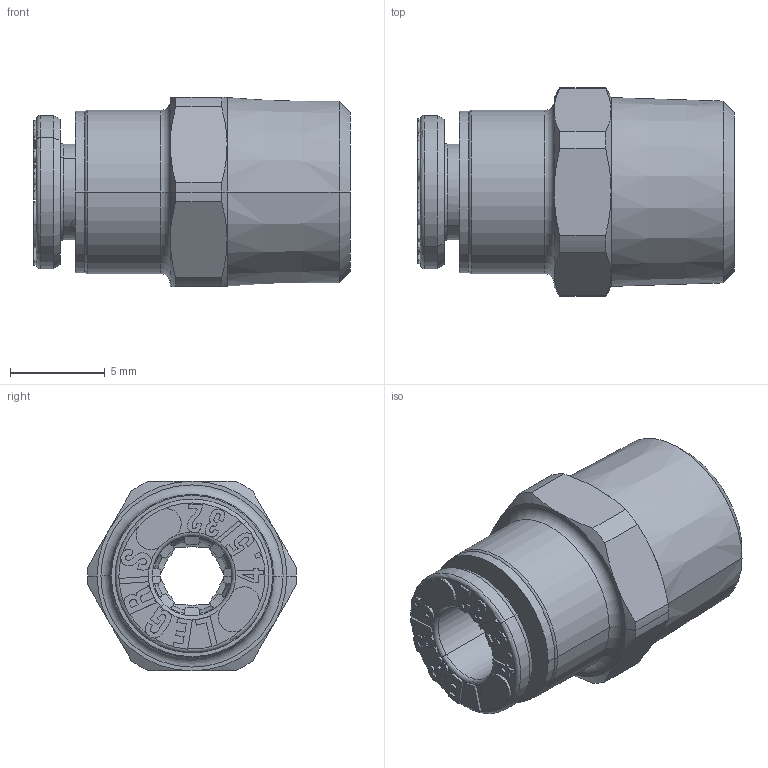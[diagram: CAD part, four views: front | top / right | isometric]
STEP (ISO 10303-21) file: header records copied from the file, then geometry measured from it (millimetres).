
FILE_DESCRIPTION(('STEP AP214'),'1');
FILE_NAME('6805_04_10.stp','2016-07-07T14:40:55',('TraceParts'),('TraceParts S.A.'),'Spatial InterOp 3D',' ',' ');
FILE_SCHEMA(('automotive_design'));
Length unit declared in the file: millimetre
Products named in the file (6): 6805 04 10|44104-62_ASM_891#44104-62_ASM|44104-35_887#44104-35;Solide1; 6805 04 10|44104-62_ASM_891#44104-62_ASM|44104-37_888#44104-37;Solide1; 6805 04 10|44104-62_ASM_891#44104-62_ASM|44104_889#44104;Solide1; 6805 04 10|44104-62_ASM_891#44104-62_ASM|44124-20_890#44124-20;Solide1; 6805 04 10|46704-10_886#46704-10;Solide1; 6805 04 10|44104-11-10_ASS_892#44104-11-10_ASS;Solide1
Bounding box: 16.7 x 11 x 10 mm (x, y, z)
Volume: 854.6 mm3; surface area: 1537.4 mm2
Topology: 6 solids, 6 shells, 703 faces, 1806 edges, 1131 vertices
Faces by surface type: plane 224, bspline 165, cylinder 118, torus 100, cone 94, sphere 2
Entity records: 30030 total; most frequent: CARTESIAN_POINT 7869, ORIENTED_EDGE 3608, DIRECTION 3207, EDGE_CURVE 1804, AXIS2_PLACEMENT_3D 1211, VERTEX_POINT 1131, LINE 785, VECTOR 785
